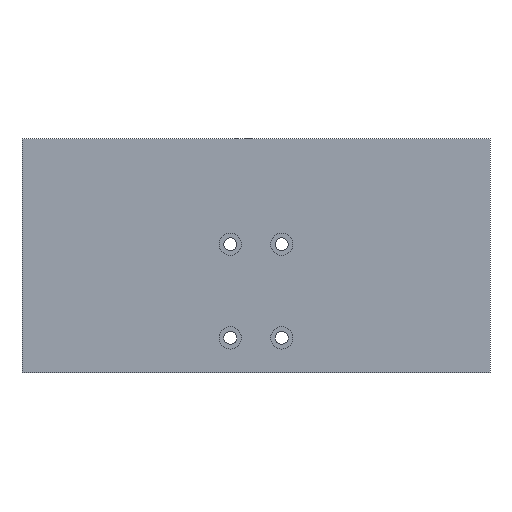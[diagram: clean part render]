
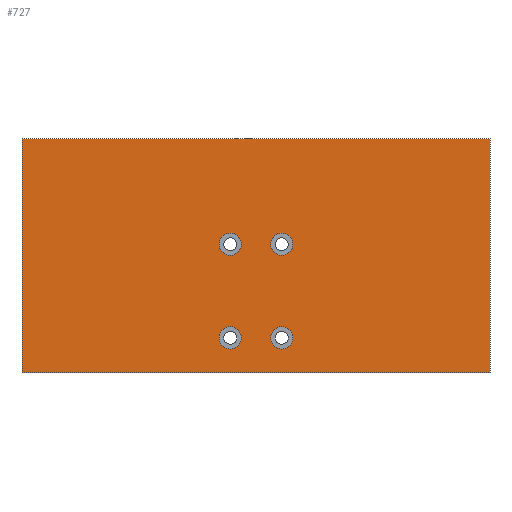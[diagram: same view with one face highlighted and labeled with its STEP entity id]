
A CAD part, front view. The second image highlights one B-rep face of the part: STEP entity #727.
In plain terms, the highlighted planar face has unit normal (0, -1, 0).
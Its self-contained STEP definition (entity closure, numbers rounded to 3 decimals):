
#16 = CARTESIAN_POINT ( 'NONE',  ( 89., 0., -49.75 ) ) ;
#20 = DIRECTION ( 'NONE',  ( 0., -1., 0. ) ) ;
#25 = CARTESIAN_POINT ( 'NONE',  ( 0., 0., 0. ) ) ;
#26 = CARTESIAN_POINT ( 'NONE',  ( 89., 0., -85. ) ) ;
#36 = VECTOR ( 'NONE', #575, 1000. ) ;
#47 = LINE ( 'NONE', #526, #169 ) ;
#55 = CARTESIAN_POINT ( 'NONE',  ( 89., 0., -45. ) ) ;
#74 = ORIENTED_EDGE ( 'NONE', *, *, #528, .F. ) ;
#90 = VERTEX_POINT ( 'NONE', #478 ) ;
#94 = DIRECTION ( 'NONE',  ( 0., -1., 0. ) ) ;
#101 = DIRECTION ( 'NONE',  ( 0., 0., -1. ) ) ;
#104 = LINE ( 'NONE', #699, #36 ) ;
#113 = VERTEX_POINT ( 'NONE', #467 ) ;
#119 = AXIS2_PLACEMENT_3D ( 'NONE', #25, #354, #296 ) ;
#132 = CARTESIAN_POINT ( 'NONE',  ( 111., 0., -40.25 ) ) ;
#143 = DIRECTION ( 'NONE',  ( 0., -1., 0. ) ) ;
#150 = DIRECTION ( 'NONE',  ( 0., 0., -1. ) ) ;
#152 = AXIS2_PLACEMENT_3D ( 'NONE', #55, #324, #585 ) ;
#156 = LINE ( 'NONE', #219, #425 ) ;
#165 = ORIENTED_EDGE ( 'NONE', *, *, #398, .F. ) ;
#167 = DIRECTION ( 'NONE',  ( 1., 0., 0. ) ) ;
#169 = VECTOR ( 'NONE', #315, 1000. ) ;
#171 = ORIENTED_EDGE ( 'NONE', *, *, #749, .F. ) ;
#178 = CIRCLE ( 'NONE', #314, 4.75 ) ;
#179 = VERTEX_POINT ( 'NONE', #725 ) ;
#194 = CARTESIAN_POINT ( 'NONE',  ( 0., 0., -100. ) ) ;
#200 = DIRECTION ( 'NONE',  ( 0., -1., 0. ) ) ;
#202 = CARTESIAN_POINT ( 'NONE',  ( 200., 0., 0. ) ) ;
#219 = CARTESIAN_POINT ( 'NONE',  ( 0., 0., 0. ) ) ;
#225 = FACE_BOUND ( 'NONE', #698, .T. ) ;
#228 = VERTEX_POINT ( 'NONE', #232 ) ;
#232 = CARTESIAN_POINT ( 'NONE',  ( 200., 0., -100. ) ) ;
#263 = CARTESIAN_POINT ( 'NONE',  ( 111., 0., -45. ) ) ;
#269 = CARTESIAN_POINT ( 'NONE',  ( 111., 0., -49.75 ) ) ;
#270 = EDGE_CURVE ( 'NONE', #371, #405, #104, .T. ) ;
#276 = ORIENTED_EDGE ( 'NONE', *, *, #647, .F. ) ;
#295 = EDGE_LOOP ( 'NONE', ( #753, #165, #372, #276 ) ) ;
#296 = DIRECTION ( 'NONE',  ( 0., 0., -1. ) ) ;
#304 = EDGE_LOOP ( 'NONE', ( #356, #74 ) ) ;
#314 = AXIS2_PLACEMENT_3D ( 'NONE', #746, #20, #546 ) ;
#315 = DIRECTION ( 'NONE',  ( -1., 0., 0. ) ) ;
#324 = DIRECTION ( 'NONE',  ( 0., -1., 0. ) ) ;
#326 = EDGE_CURVE ( 'NONE', #113, #90, #342, .T. ) ;
#335 = CIRCLE ( 'NONE', #574, 4.75 ) ;
#338 = CARTESIAN_POINT ( 'NONE',  ( 200., 0., 0. ) ) ;
#339 = EDGE_LOOP ( 'NONE', ( #807, #681 ) ) ;
#342 = CIRCLE ( 'NONE', #569, 4.75 ) ;
#354 = DIRECTION ( 'NONE',  ( 0., -1., 0. ) ) ;
#356 = ORIENTED_EDGE ( 'NONE', *, *, #664, .F. ) ;
#362 = ORIENTED_EDGE ( 'NONE', *, *, #505, .F. ) ;
#371 = VERTEX_POINT ( 'NONE', #194 ) ;
#372 = ORIENTED_EDGE ( 'NONE', *, *, #604, .F. ) ;
#380 = CIRCLE ( 'NONE', #820, 4.75 ) ;
#386 = CARTESIAN_POINT ( 'NONE',  ( 111., 0., -80.25 ) ) ;
#398 = EDGE_CURVE ( 'NONE', #228, #371, #47, .T. ) ;
#399 = DIRECTION ( 'NONE',  ( 0., 0., -1. ) ) ;
#405 = VERTEX_POINT ( 'NONE', #452 ) ;
#409 = DIRECTION ( 'NONE',  ( 0., 0., -1. ) ) ;
#416 = PLANE ( 'NONE',  #119 ) ;
#421 = FACE_OUTER_BOUND ( 'NONE', #295, .T. ) ;
#422 = VERTEX_POINT ( 'NONE', #132 ) ;
#424 = EDGE_CURVE ( 'NONE', #90, #113, #607, .T. ) ;
#425 = VECTOR ( 'NONE', #167, 1000. ) ;
#426 = VERTEX_POINT ( 'NONE', #386 ) ;
#427 = FACE_BOUND ( 'NONE', #304, .T. ) ;
#435 = CIRCLE ( 'NONE', #645, 4.75 ) ;
#452 = CARTESIAN_POINT ( 'NONE',  ( 0., 0., 0. ) ) ;
#454 = AXIS2_PLACEMENT_3D ( 'NONE', #521, #576, #705 ) ;
#467 = CARTESIAN_POINT ( 'NONE',  ( 89., 0., -89.75 ) ) ;
#478 = CARTESIAN_POINT ( 'NONE',  ( 89., 0., -80.25 ) ) ;
#505 = EDGE_CURVE ( 'NONE', #667, #179, #524, .T. ) ;
#521 = CARTESIAN_POINT ( 'NONE',  ( 89., 0., -85. ) ) ;
#524 = CIRCLE ( 'NONE', #152, 4.75 ) ;
#526 = CARTESIAN_POINT ( 'NONE',  ( 0., 0., -100. ) ) ;
#528 = EDGE_CURVE ( 'NONE', #422, #770, #435, .T. ) ;
#531 = DIRECTION ( 'NONE',  ( 0., 0., -1. ) ) ;
#546 = DIRECTION ( 'NONE',  ( 0., 0., -1. ) ) ;
#559 = CARTESIAN_POINT ( 'NONE',  ( 111., 0., -89.75 ) ) ;
#561 = AXIS2_PLACEMENT_3D ( 'NONE', #614, #94, #150 ) ;
#566 = EDGE_LOOP ( 'NONE', ( #767, #817 ) ) ;
#569 = AXIS2_PLACEMENT_3D ( 'NONE', #26, #692, #101 ) ;
#574 = AXIS2_PLACEMENT_3D ( 'NONE', #800, #200, #399 ) ;
#575 = DIRECTION ( 'NONE',  ( 0., 0., 1. ) ) ;
#576 = DIRECTION ( 'NONE',  ( 0., -1., 0. ) ) ;
#585 = DIRECTION ( 'NONE',  ( 0., 0., -1. ) ) ;
#592 = EDGE_CURVE ( 'NONE', #426, #735, #335, .T. ) ;
#601 = DIRECTION ( 'NONE',  ( 0., 0., -1. ) ) ;
#604 = EDGE_CURVE ( 'NONE', #760, #228, #738, .T. ) ;
#607 = CIRCLE ( 'NONE', #454, 4.75 ) ;
#614 = CARTESIAN_POINT ( 'NONE',  ( 111., 0., -45. ) ) ;
#624 = FACE_BOUND ( 'NONE', #339, .T. ) ;
#642 = EDGE_CURVE ( 'NONE', #735, #426, #380, .T. ) ;
#645 = AXIS2_PLACEMENT_3D ( 'NONE', #263, #791, #531 ) ;
#647 = EDGE_CURVE ( 'NONE', #405, #760, #156, .T. ) ;
#664 = EDGE_CURVE ( 'NONE', #770, #422, #851, .T. ) ;
#667 = VERTEX_POINT ( 'NONE', #16 ) ;
#681 = ORIENTED_EDGE ( 'NONE', *, *, #424, .F. ) ;
#692 = DIRECTION ( 'NONE',  ( 0., -1., 0. ) ) ;
#698 = EDGE_LOOP ( 'NONE', ( #362, #171 ) ) ;
#699 = CARTESIAN_POINT ( 'NONE',  ( 0., 0., 0. ) ) ;
#705 = DIRECTION ( 'NONE',  ( 0., 0., -1. ) ) ;
#725 = CARTESIAN_POINT ( 'NONE',  ( 89., 0., -40.25 ) ) ;
#727 = ADVANCED_FACE ( 'NONE', ( #225, #427, #751, #624, #421 ), #416, .T. ) ;
#732 = CARTESIAN_POINT ( 'NONE',  ( 111., 0., -85. ) ) ;
#735 = VERTEX_POINT ( 'NONE', #559 ) ;
#738 = LINE ( 'NONE', #338, #786 ) ;
#746 = CARTESIAN_POINT ( 'NONE',  ( 89., 0., -45. ) ) ;
#749 = EDGE_CURVE ( 'NONE', #179, #667, #178, .T. ) ;
#751 = FACE_BOUND ( 'NONE', #566, .T. ) ;
#753 = ORIENTED_EDGE ( 'NONE', *, *, #270, .F. ) ;
#760 = VERTEX_POINT ( 'NONE', #202 ) ;
#767 = ORIENTED_EDGE ( 'NONE', *, *, #642, .F. ) ;
#770 = VERTEX_POINT ( 'NONE', #269 ) ;
#786 = VECTOR ( 'NONE', #601, 1000. ) ;
#791 = DIRECTION ( 'NONE',  ( 0., -1., 0. ) ) ;
#800 = CARTESIAN_POINT ( 'NONE',  ( 111., 0., -85. ) ) ;
#807 = ORIENTED_EDGE ( 'NONE', *, *, #326, .F. ) ;
#817 = ORIENTED_EDGE ( 'NONE', *, *, #592, .F. ) ;
#820 = AXIS2_PLACEMENT_3D ( 'NONE', #732, #143, #409 ) ;
#851 = CIRCLE ( 'NONE', #561, 4.75 ) ;
